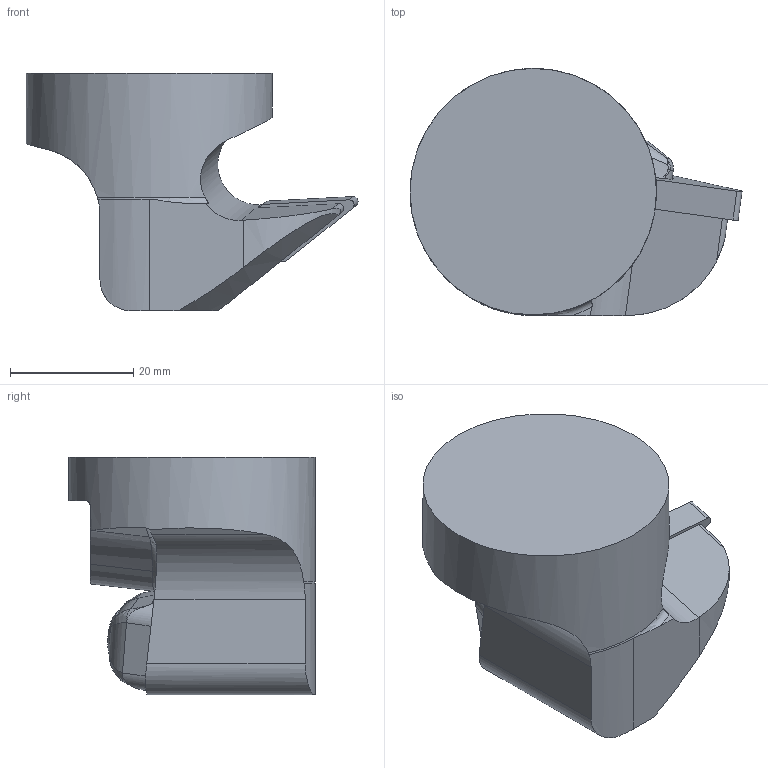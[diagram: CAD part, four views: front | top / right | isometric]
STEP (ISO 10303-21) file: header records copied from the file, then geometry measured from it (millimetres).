
FILE_DESCRIPTION(/* description */ (''),/* implementation_level */ '2;1');
FILE_NAME(/* name */ '1642586730972.stp',/* time_stamp */ '2022-01-19T15:36:07+05:00',/* author */ (''),/* organization */ ('SMS'),/* preprocessor_version */ 'ST-DEVELOPER v16.7',/* originating_system */ 'SIEMENS PLM Software NX 12.0',/* authorisation */ '');
FILE_SCHEMA (('AUTOMOTIVE_DESIGN { 1 0 10303 214 3 1 1 1 }'));
Length unit declared in the file: millimetre
Products named in the file (4): ASSEMBLY_CONSTRUCTION; IsoTurningInsert; 203937501mod000_00; 201676038mod000_01
Assembly tree (3 placements, depth 2):
  201676038mod000_01
    203937501mod000_00
    IsoTurningInsert
    ASSEMBLY_CONSTRUCTION
Bounding box: 53.87 x 40.05 x 38.5 mm (x, y, z)
Volume: 34219.2 mm3; surface area: 8536 mm2
Topology: 2 solids, 2 shells, 99 faces, 272 edges, 182 vertices
Faces by surface type: plane 42, cylinder 31, bspline 21, torus 4, sphere 1
Full cylindrical faces by diameter (mm): 3.81 x2, 3.9 x1, 40 x1
Entity records: 4209 total; most frequent: CARTESIAN_POINT 1768, ORIENTED_EDGE 522, DIRECTION 413, EDGE_CURVE 261, VERTEX_POINT 171, AXIS2_PLACEMENT_3D 160, EDGE_LOOP 110, ADVANCED_FACE 99
